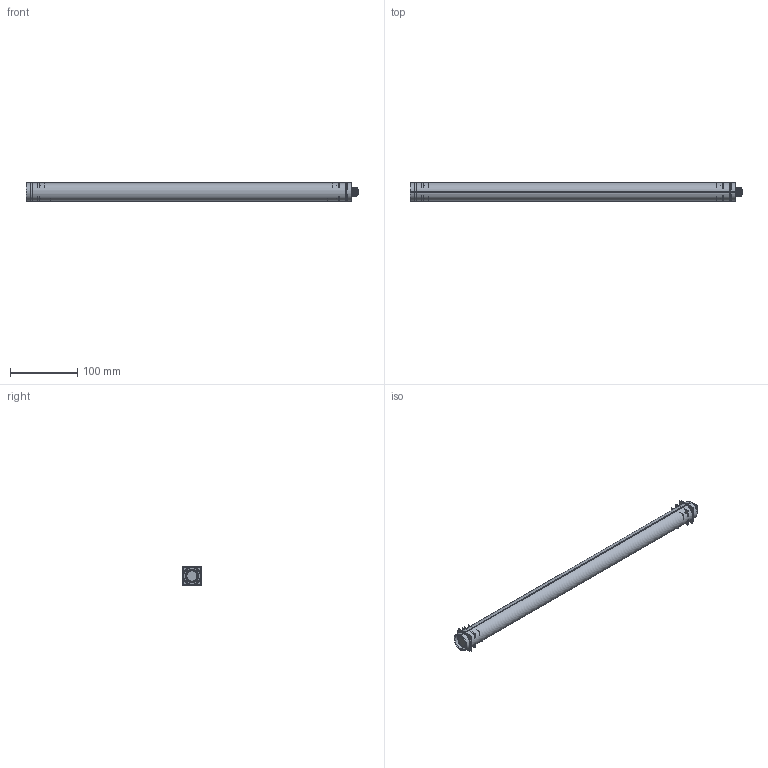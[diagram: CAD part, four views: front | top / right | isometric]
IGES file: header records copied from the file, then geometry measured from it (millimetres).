
Start section:  PTC IGES file: 185261.igs
Global section: file name: 185261.igs; native system: Creo Parametric by Parametric Technology Corporation; preprocessor: 2016010; author: pdmadmin; organization: Unknown; date: 20160809.092331; units: millimetre
Bounding box: 495.52 x 28.12 x 28.12 mm (x, y, z)
Volume: 66576.5 mm3; surface area: 383420.5 mm2
Topology: 4 solids, 4 shells, 824 faces, 4104 edges, 5196 vertices
Faces by surface type: revolution 480, bspline 344
